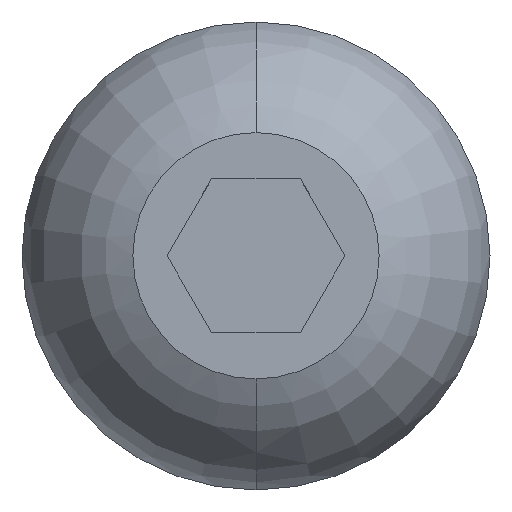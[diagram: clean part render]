
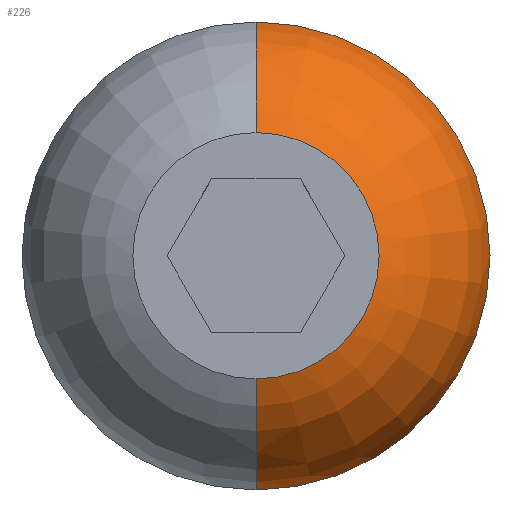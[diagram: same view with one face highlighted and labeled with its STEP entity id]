
A CAD part, top view. The second image highlights one B-rep face of the part: STEP entity #226.
In plain terms, the highlighted toroidal (fillet/blend) face has major radius 1 mm and minor radius 2.837 mm.
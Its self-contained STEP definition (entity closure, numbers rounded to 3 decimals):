
#2 = ORIENTED_EDGE ( 'NONE', *, *, #10, .T. ) ;
#4 = CIRCLE ( 'NONE', #138, 3.8 ) ;
#10 = EDGE_CURVE ( 'NONE', #81, #271, #134, .T. ) ;
#22 = EDGE_CURVE ( 'NONE', #81, #142, #31, .T. ) ;
#31 = CIRCLE ( 'NONE', #413, 2.837 ) ;
#70 = EDGE_CURVE ( 'NONE', #142, #392, #4, .T. ) ;
#75 = ORIENTED_EDGE ( 'NONE', *, *, #419, .T. ) ;
#77 = DIRECTION ( 'NONE',  ( 1., 0., 0. ) ) ;
#81 = VERTEX_POINT ( 'NONE', #494 ) ;
#86 = AXIS2_PLACEMENT_3D ( 'NONE', #388, #342, #393 ) ;
#123 = DIRECTION ( 'NONE',  ( 0., 1., 0. ) ) ;
#134 = CIRCLE ( 'NONE', #508, 2. ) ;
#138 = AXIS2_PLACEMENT_3D ( 'NONE', #206, #544, #123 ) ;
#142 = VERTEX_POINT ( 'NONE', #412 ) ;
#166 = AXIS2_PLACEMENT_3D ( 'NONE', #492, #77, #359 ) ;
#198 = CARTESIAN_POINT ( 'NONE',  ( 0., 0., 2.2 ) ) ;
#206 = CARTESIAN_POINT ( 'NONE',  ( 0., 0., 0. ) ) ;
#217 = EDGE_LOOP ( 'NONE', ( #2, #75, #334, #270 ) ) ;
#226 = ADVANCED_FACE ( 'NONE', ( #263 ), #452, .T. ) ;
#263 = FACE_OUTER_BOUND ( 'NONE', #217, .T. ) ;
#270 = ORIENTED_EDGE ( 'NONE', *, *, #22, .F. ) ;
#271 = VERTEX_POINT ( 'NONE', #473 ) ;
#311 = DIRECTION ( 'NONE',  ( -1., 0., 0. ) ) ;
#334 = ORIENTED_EDGE ( 'NONE', *, *, #70, .F. ) ;
#342 = DIRECTION ( 'NONE',  ( 0., 0., -1. ) ) ;
#359 = DIRECTION ( 'NONE',  ( 0., 1., 0. ) ) ;
#388 = CARTESIAN_POINT ( 'NONE',  ( 0., 0., -0.455 ) ) ;
#392 = VERTEX_POINT ( 'NONE', #532 ) ;
#393 = DIRECTION ( 'NONE',  ( 0., 1., 0. ) ) ;
#406 = DIRECTION ( 'NONE',  ( 0., 0., 1. ) ) ;
#412 = CARTESIAN_POINT ( 'NONE',  ( 0., 3.8, 0. ) ) ;
#413 = AXIS2_PLACEMENT_3D ( 'NONE', #490, #311, #406 ) ;
#419 = EDGE_CURVE ( 'NONE', #271, #392, #462, .T. ) ;
#439 = DIRECTION ( 'NONE',  ( 0., 0., -1. ) ) ;
#445 = DIRECTION ( 'NONE',  ( 0., 1., 0. ) ) ;
#452 = TOROIDAL_SURFACE ( 'NONE', #86, 1., 2.837 ) ;
#462 = CIRCLE ( 'NONE', #166, 2.837 ) ;
#473 = CARTESIAN_POINT ( 'NONE',  ( 0., -2., 2.2 ) ) ;
#490 = CARTESIAN_POINT ( 'NONE',  ( 0., 1., -0.455 ) ) ;
#492 = CARTESIAN_POINT ( 'NONE',  ( 0., -1., -0.455 ) ) ;
#494 = CARTESIAN_POINT ( 'NONE',  ( 0., 2., 2.2 ) ) ;
#508 = AXIS2_PLACEMENT_3D ( 'NONE', #198, #439, #445 ) ;
#532 = CARTESIAN_POINT ( 'NONE',  ( 0., -3.8, 0. ) ) ;
#544 = DIRECTION ( 'NONE',  ( 0., 0., -1. ) ) ;
